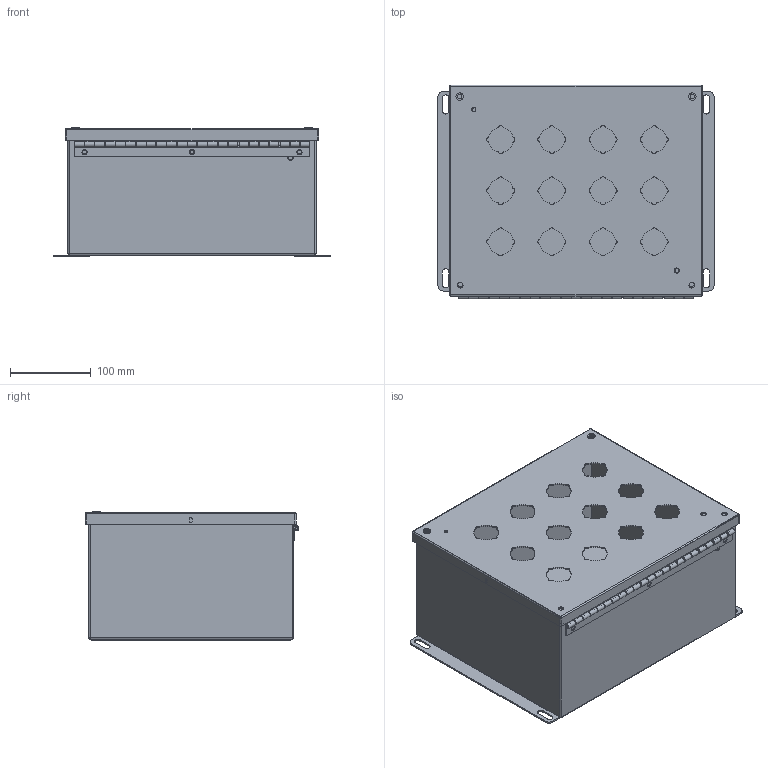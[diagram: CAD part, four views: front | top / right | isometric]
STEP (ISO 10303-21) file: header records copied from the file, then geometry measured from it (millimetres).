
FILE_DESCRIPTION (( 'STEP AP214' ), '1' );
FILE_NAME ('SCE-12PBH.STEP', '2021-01-16T18:23:02', ( '' ), ( '' ), 'SwSTEP 2.0', 'SolidWorks 2019', '' );
FILE_SCHEMA (( 'AUTOMOTIVE_DESIGN' ));
Length unit declared in the file: inch
Products named in the file (1): SCE-12PBH
Bounding box: 342.9 x 265.12 x 160.59 mm (x, y, z)
Volume: 752407.1 mm3; surface area: 926974.3 mm2
Topology: 22 solids, 22 shells, 890 faces, 2236 edges, 1396 vertices
Faces by surface type: cylinder 453, plane 369, sphere 24, cone 22, torus 22
Full cylindrical faces by diameter (mm): 4.902 x1, 6.756 x2, 7.14 x4, 8.052 x4, 11.092 x4
Entity records: 37960 total; most frequent: DIRECTION 4977, CARTESIAN_POINT 4542, ORIENTED_EDGE 4386, EDGE_CURVE 2193, AXIS2_PLACEMENT_3D 1907, VERTEX_POINT 1396, VECTOR 1163, LINE 1163
